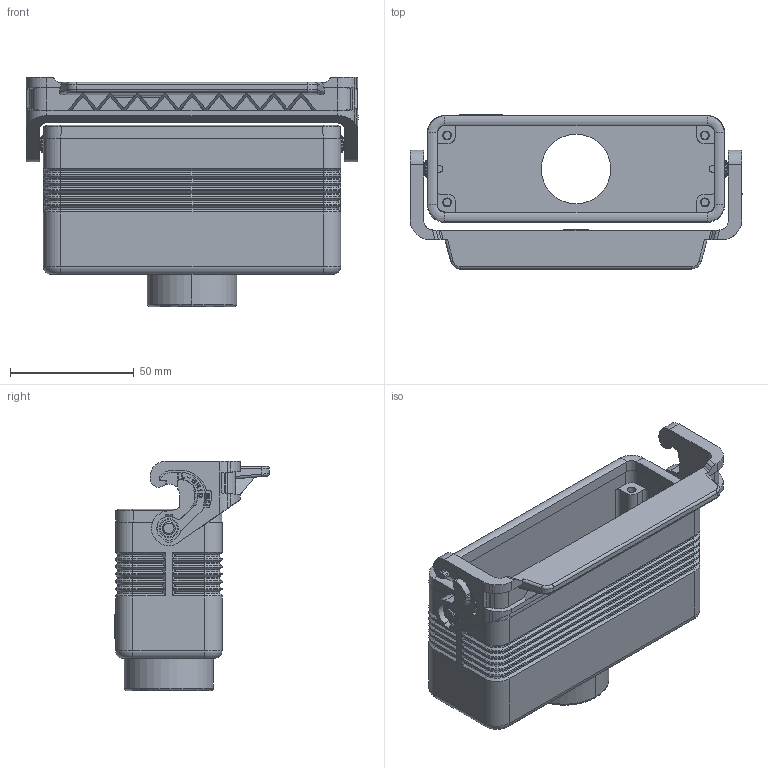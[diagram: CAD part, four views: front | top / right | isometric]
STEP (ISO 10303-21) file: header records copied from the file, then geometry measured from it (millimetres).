
FILE_DESCRIPTION(('Creo Elements/Direct Modeling STEP Export'),'2;1');
FILE_NAME('37jbk2e5ph5jk1t3060','2023-03-02T11:14:32',(''),(''),'Creo Elements/Direct Modeling STEP processor for AP214 (Solid Model)','Creo Elements/Direct Modeling 20.1B 02-Apr-2019 (C) Parametric Technology GmbH','');
FILE_SCHEMA(('AUTOMOTIVE_DESIGN { 1 0 10303 214 1 1 1 1 }'));
Length unit declared in the file: millimetre
Products named in the file (2): MLV 24 LG32
Assembly tree (1 placements, depth 2):
  MLV 24 LG32
    MLV 24 LG32
Bounding box: 134 x 62.3 x 92.5 mm (x, y, z)
Volume: 103607.1 mm3; surface area: 64353.7 mm2
Topology: 1 solids, 1 shells, 1308 faces, 3372 edges, 2122 vertices
Faces by surface type: plane 747, cylinder 353, cone 102, torus 96, bspline 10
Entity records: 51026 total; most frequent: CARTESIAN_POINT 9033, ORIENTED_EDGE 6744, DIRECTION 6392, EDGE_CURVE 3372, VECTOR 2294, LINE 2294, VERTEX_POINT 2122, AXIS2_PLACEMENT_3D 2049
